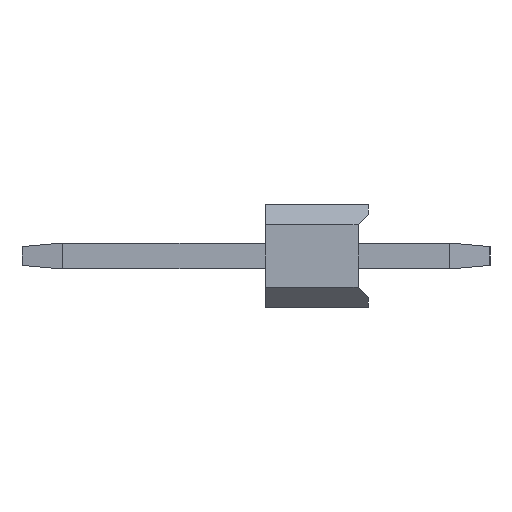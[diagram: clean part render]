
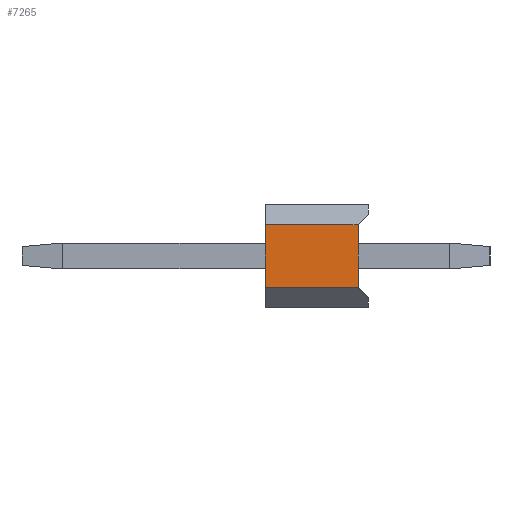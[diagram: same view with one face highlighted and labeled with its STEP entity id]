
A CAD part, left-side view. The second image highlights one B-rep face of the part: STEP entity #7265.
In plain terms, the highlighted planar face has unit normal (-1, 0, 0).
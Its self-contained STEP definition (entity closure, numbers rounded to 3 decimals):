
#191 = FACE_OUTER_BOUND ( 'NONE', #12532, .T. ) ;
#1248 = ORIENTED_EDGE ( 'NONE', *, *, #6450, .F. ) ;
#1572 = EDGE_CURVE ( 'NONE', #3264, #2381, #13749, .T. ) ;
#2381 = VERTEX_POINT ( 'NONE', #9104 ) ;
#3264 = VERTEX_POINT ( 'NONE', #17189 ) ;
#3303 = DIRECTION ( 'NONE',  ( 1., 0., 0. ) ) ;
#3345 = EDGE_CURVE ( 'NONE', #3264, #7342, #24517, .T. ) ;
#3568 = VECTOR ( 'NONE', #4324, 1000. ) ;
#4324 = DIRECTION ( 'NONE',  ( 0., 0., 1. ) ) ;
#6123 = CARTESIAN_POINT ( 'NONE',  ( -44.45, 2.54, 1.27 ) ) ;
#6450 = EDGE_CURVE ( 'NONE', #6920, #7342, #19097, .T. ) ;
#6577 = ORIENTED_EDGE ( 'NONE', *, *, #1572, .F. ) ;
#6920 = VERTEX_POINT ( 'NONE', #23207 ) ;
#6954 = VECTOR ( 'NONE', #25089, 1000. ) ;
#7265 = ADVANCED_FACE ( 'NONE', ( #191 ), #15118, .F. ) ;
#7342 = VERTEX_POINT ( 'NONE', #18556 ) ;
#7858 = CARTESIAN_POINT ( 'NONE',  ( -44.45, 2.54, 0.77 ) ) ;
#8491 = LINE ( 'NONE', #9759, #6954 ) ;
#8541 = VECTOR ( 'NONE', #24684, 1000. ) ;
#9104 = CARTESIAN_POINT ( 'NONE',  ( -44.45, 0.254, -0.77 ) ) ;
#9759 = CARTESIAN_POINT ( 'NONE',  ( -44.45, 2.54, -0.77 ) ) ;
#10352 = AXIS2_PLACEMENT_3D ( 'NONE', #15212, #3303, #24707 ) ;
#12532 = EDGE_LOOP ( 'NONE', ( #6577, #17720, #1248, #23497 ) ) ;
#13749 = LINE ( 'NONE', #22756, #8541 ) ;
#14482 = VECTOR ( 'NONE', #15702, 1000. ) ;
#15118 = PLANE ( 'NONE',  #10352 ) ;
#15212 = CARTESIAN_POINT ( 'NONE',  ( -44.45, 2.54, 1.27 ) ) ;
#15702 = DIRECTION ( 'NONE',  ( 0., 1., 0. ) ) ;
#17189 = CARTESIAN_POINT ( 'NONE',  ( -44.45, 0.254, 0.77 ) ) ;
#17720 = ORIENTED_EDGE ( 'NONE', *, *, #3345, .T. ) ;
#18556 = CARTESIAN_POINT ( 'NONE',  ( -44.45, 2.54, 0.77 ) ) ;
#19097 = LINE ( 'NONE', #6123, #3568 ) ;
#22756 = CARTESIAN_POINT ( 'NONE',  ( -44.45, 0.254, 0.77 ) ) ;
#23207 = CARTESIAN_POINT ( 'NONE',  ( -44.45, 2.54, -0.77 ) ) ;
#23287 = EDGE_CURVE ( 'NONE', #6920, #2381, #8491, .T. ) ;
#23497 = ORIENTED_EDGE ( 'NONE', *, *, #23287, .T. ) ;
#24517 = LINE ( 'NONE', #7858, #14482 ) ;
#24684 = DIRECTION ( 'NONE',  ( 0., 0., -1. ) ) ;
#24707 = DIRECTION ( 'NONE',  ( 0., 0., -1. ) ) ;
#25089 = DIRECTION ( 'NONE',  ( 0., -1., 0. ) ) ;
